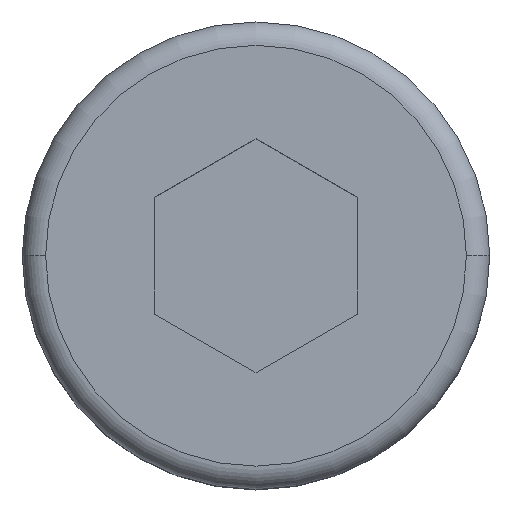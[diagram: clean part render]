
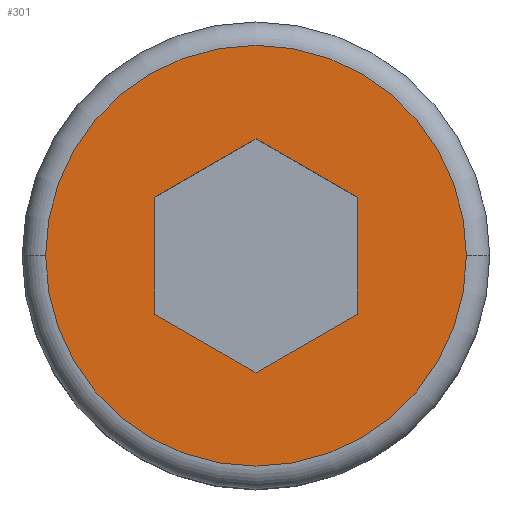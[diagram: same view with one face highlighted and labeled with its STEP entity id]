
A CAD part, top view. The second image highlights one B-rep face of the part: STEP entity #301.
In plain terms, the highlighted planar face has unit normal (0, 0, 1).
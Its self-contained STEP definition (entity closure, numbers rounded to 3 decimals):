
#13 = EDGE_CURVE ( 'NONE', #389, #229, #392, .T. ) ;
#16 = PLANE ( 'NONE',  #152 ) ;
#31 = CARTESIAN_POINT ( 'NONE',  ( 4.5, 0., 26. ) ) ;
#77 = VERTEX_POINT ( 'NONE', #485 ) ;
#84 = EDGE_CURVE ( 'NONE', #147, #468, #467, .T. ) ;
#86 = FACE_OUTER_BOUND ( 'NONE', #510, .T. ) ;
#89 = VERTEX_POINT ( 'NONE', #264 ) ;
#110 = VECTOR ( 'NONE', #415, 1000. ) ;
#111 = CARTESIAN_POINT ( 'NONE',  ( 0., 0., 26. ) ) ;
#113 = ORIENTED_EDGE ( 'NONE', *, *, #550, .F. ) ;
#119 = EDGE_CURVE ( 'NONE', #229, #147, #513, .T. ) ;
#128 = EDGE_CURVE ( 'NONE', #190, #77, #381, .T. ) ;
#133 = DIRECTION ( 'NONE',  ( -0.866, 0.5, 0. ) ) ;
#143 = CARTESIAN_POINT ( 'NONE',  ( 0., -2.5, 26. ) ) ;
#147 = VERTEX_POINT ( 'NONE', #399 ) ;
#151 = DIRECTION ( 'NONE',  ( 1., 0., 0. ) ) ;
#152 = AXIS2_PLACEMENT_3D ( 'NONE', #111, #458, #504 ) ;
#153 = CARTESIAN_POINT ( 'NONE',  ( 0., 2.5, 26. ) ) ;
#155 = EDGE_CURVE ( 'NONE', #89, #403, #327, .T. ) ;
#177 = DIRECTION ( 'NONE',  ( -0.866, -0.5, 0. ) ) ;
#190 = VERTEX_POINT ( 'NONE', #367 ) ;
#191 = DIRECTION ( 'NONE',  ( 0., 0., 1. ) ) ;
#195 = EDGE_CURVE ( 'NONE', #403, #89, #373, .T. ) ;
#197 = CARTESIAN_POINT ( 'NONE',  ( 2.165, 1.25, 26. ) ) ;
#213 = FACE_BOUND ( 'NONE', #345, .T. ) ;
#229 = VERTEX_POINT ( 'NONE', #153 ) ;
#237 = CARTESIAN_POINT ( 'NONE',  ( -2.165, -1.25, 26. ) ) ;
#254 = DIRECTION ( 'NONE',  ( 0.866, 0.5, 0. ) ) ;
#255 = AXIS2_PLACEMENT_3D ( 'NONE', #543, #191, #456 ) ;
#258 = CARTESIAN_POINT ( 'NONE',  ( -2.165, 1.25, 26. ) ) ;
#263 = ORIENTED_EDGE ( 'NONE', *, *, #155, .T. ) ;
#264 = CARTESIAN_POINT ( 'NONE',  ( -4.5, 0., 26. ) ) ;
#266 = ORIENTED_EDGE ( 'NONE', *, *, #119, .F. ) ;
#269 = VECTOR ( 'NONE', #133, 1000. ) ;
#272 = ORIENTED_EDGE ( 'NONE', *, *, #128, .F. ) ;
#296 = CARTESIAN_POINT ( 'NONE',  ( 2.165, -1.25, 26. ) ) ;
#301 = ADVANCED_FACE ( 'NONE', ( #86, #213 ), #16, .T. ) ;
#307 = ORIENTED_EDGE ( 'NONE', *, *, #421, .F. ) ;
#315 = DIRECTION ( 'NONE',  ( 0., 0., 1. ) ) ;
#318 = CARTESIAN_POINT ( 'NONE',  ( 0., 0., 26. ) ) ;
#327 = CIRCLE ( 'NONE', #255, 4.5 ) ;
#330 = VECTOR ( 'NONE', #516, 1000. ) ;
#345 = EDGE_LOOP ( 'NONE', ( #429, #113, #272, #307, #522, #266 ) ) ;
#346 = VECTOR ( 'NONE', #177, 1000. ) ;
#355 = DIRECTION ( 'NONE',  ( 0., -1., 0. ) ) ;
#367 = CARTESIAN_POINT ( 'NONE',  ( 0., -2.5, 26. ) ) ;
#373 = CIRCLE ( 'NONE', #423, 4.5 ) ;
#381 = LINE ( 'NONE', #143, #553 ) ;
#389 = VERTEX_POINT ( 'NONE', #197 ) ;
#392 = LINE ( 'NONE', #477, #269 ) ;
#396 = CARTESIAN_POINT ( 'NONE',  ( 0., 2.5, 26. ) ) ;
#399 = CARTESIAN_POINT ( 'NONE',  ( -2.165, 1.25, 26. ) ) ;
#403 = VERTEX_POINT ( 'NONE', #31 ) ;
#415 = DIRECTION ( 'NONE',  ( 0.866, -0.5, 0. ) ) ;
#421 = EDGE_CURVE ( 'NONE', #468, #190, #426, .T. ) ;
#423 = AXIS2_PLACEMENT_3D ( 'NONE', #318, #315, #151 ) ;
#426 = LINE ( 'NONE', #559, #110 ) ;
#429 = ORIENTED_EDGE ( 'NONE', *, *, #13, .F. ) ;
#453 = VECTOR ( 'NONE', #355, 1000. ) ;
#456 = DIRECTION ( 'NONE',  ( 1., 0., 0. ) ) ;
#458 = DIRECTION ( 'NONE',  ( 0., 0., 1. ) ) ;
#467 = LINE ( 'NONE', #258, #453 ) ;
#468 = VERTEX_POINT ( 'NONE', #237 ) ;
#477 = CARTESIAN_POINT ( 'NONE',  ( 2.165, 1.25, 26. ) ) ;
#485 = CARTESIAN_POINT ( 'NONE',  ( 2.165, -1.25, 26. ) ) ;
#490 = LINE ( 'NONE', #296, #330 ) ;
#504 = DIRECTION ( 'NONE',  ( 1., 0., 0. ) ) ;
#505 = ORIENTED_EDGE ( 'NONE', *, *, #195, .T. ) ;
#510 = EDGE_LOOP ( 'NONE', ( #505, #263 ) ) ;
#513 = LINE ( 'NONE', #396, #346 ) ;
#516 = DIRECTION ( 'NONE',  ( 0., 1., 0. ) ) ;
#522 = ORIENTED_EDGE ( 'NONE', *, *, #84, .F. ) ;
#543 = CARTESIAN_POINT ( 'NONE',  ( 0., 0., 26. ) ) ;
#550 = EDGE_CURVE ( 'NONE', #77, #389, #490, .T. ) ;
#553 = VECTOR ( 'NONE', #254, 1000. ) ;
#559 = CARTESIAN_POINT ( 'NONE',  ( -2.165, -1.25, 26. ) ) ;
